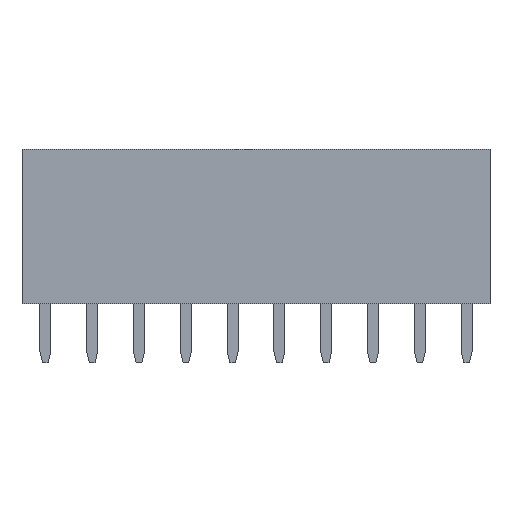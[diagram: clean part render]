
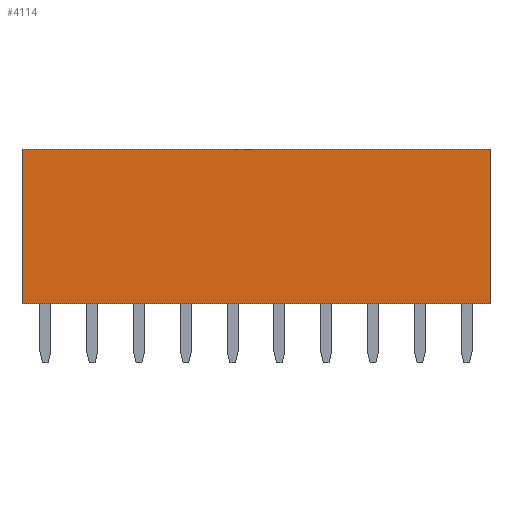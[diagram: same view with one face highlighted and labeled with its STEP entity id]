
A CAD part, top view. The second image highlights one B-rep face of the part: STEP entity #4114.
In plain terms, the highlighted planar face has unit normal (0, 0, 1).
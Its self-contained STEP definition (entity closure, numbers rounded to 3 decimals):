
#430=CARTESIAN_POINT('',(24.13,8.4,1.27));
#431=VERTEX_POINT('',#430);
#438=CARTESIAN_POINT('',(24.13,0.0,1.27));
#439=VERTEX_POINT('',#438);
#440=CARTESIAN_POINT('',(24.13,0.0,1.27));
#441=DIRECTION('',(0.0,1.0,0.0));
#442=VECTOR('',#441,8.4);
#443=LINE('',#440,#442);
#444=EDGE_CURVE('',#439,#431,#443,.T.);
#3636=CARTESIAN_POINT('',(-1.27,8.4,1.27));
#3637=VERTEX_POINT('',#3636);
#3638=CARTESIAN_POINT('',(24.13,8.4,1.27));
#3639=DIRECTION('',(-1.0,0.0,0.0));
#3640=VECTOR('',#3639,25.4);
#3641=LINE('',#3638,#3640);
#3642=EDGE_CURVE('',#431,#3637,#3641,.T.);
#4028=CARTESIAN_POINT('',(-1.27,0.0,1.27));
#4029=VERTEX_POINT('',#4028);
#4030=CARTESIAN_POINT('',(-1.27,0.0,1.27));
#4031=DIRECTION('',(1.0,0.0,0.0));
#4032=VECTOR('',#4031,25.4);
#4033=LINE('',#4030,#4032);
#4034=EDGE_CURVE('',#4029,#439,#4033,.T.);
#4098=CARTESIAN_POINT('',(1.27,0.0,1.27));
#4099=DIRECTION('',(0.0,0.0,1.0));
#4100=DIRECTION('',(1.0,0.0,0.0));
#4101=AXIS2_PLACEMENT_3D('',#4098,#4099,#4100);
#4102=PLANE('',#4101);
#4103=ORIENTED_EDGE('',*,*,#3642,.T.);
#4104=CARTESIAN_POINT('',(-1.27,0.0,1.27));
#4105=DIRECTION('',(0.0,1.0,0.0));
#4106=VECTOR('',#4105,8.4);
#4107=LINE('',#4104,#4106);
#4108=EDGE_CURVE('',#4029,#3637,#4107,.T.);
#4109=ORIENTED_EDGE('',*,*,#4108,.F.);
#4110=ORIENTED_EDGE('',*,*,#4034,.T.);
#4111=ORIENTED_EDGE('',*,*,#444,.T.);
#4112=EDGE_LOOP('',(#4103,#4109,#4110,#4111));
#4113=FACE_OUTER_BOUND('',#4112,.T.);
#4114=ADVANCED_FACE('',(#4113),#4102,.T.);
